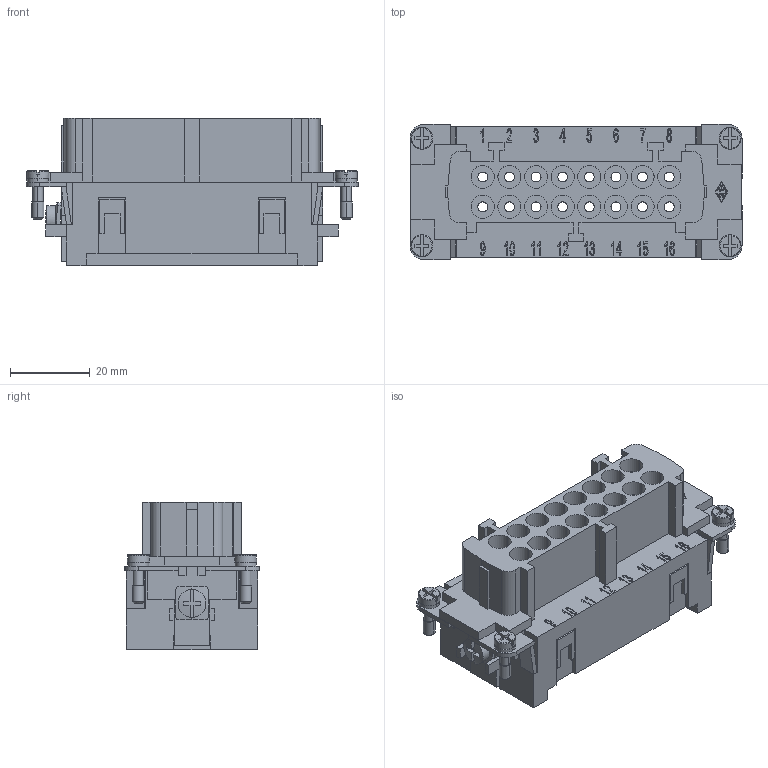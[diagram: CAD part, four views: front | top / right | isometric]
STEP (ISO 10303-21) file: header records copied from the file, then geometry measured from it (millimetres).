
FILE_DESCRIPTION(('Creo Elements/Direct Modeling STEP Export'),'2;1');
FILE_NAME('0ln7uvk46blur714616','2016-12-23T11:59:25',(''),(''),'PTC Creo Elements/Direct Modeling STEP processor for AP214 (Solid Model)','PTC Creo Elements/Direct Modeling 19.0E 27-Jun-2016 (C) Parametric Technology GmbH','');
FILE_SCHEMA(('AUTOMOTIVE_DESIGN { 1 0 10303 214 1 1 1 1 }'));
Length unit declared in the file: millimetre
Products named in the file (1): RCEF_16
Bounding box: 83.5 x 34 x 37 mm (x, y, z)
Volume: 50624.3 mm3; surface area: 25265.8 mm2
Topology: 1 solids, 1 shells, 1259 faces, 3374 edges, 2237 vertices
Faces by surface type: plane 733, bspline 308, cylinder 188, torus 16, cone 8, sphere 6
Entity records: 51493 total; most frequent: CARTESIAN_POINT 11445, ORIENTED_EDGE 6752, DIRECTION 5113, EDGE_CURVE 3376, VECTOR 2279, LINE 2279, VERTEX_POINT 2237, EDGE_LOOP 1433
